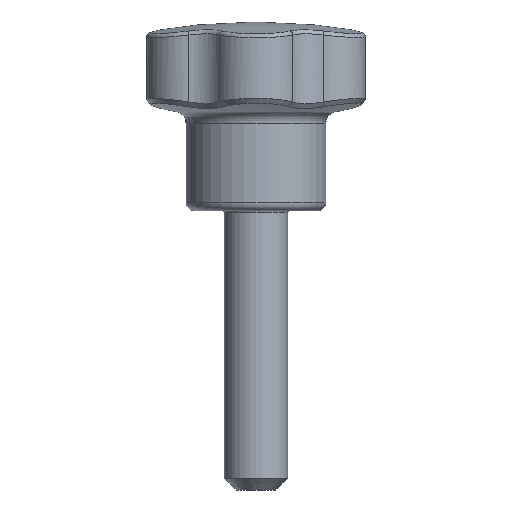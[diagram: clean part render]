
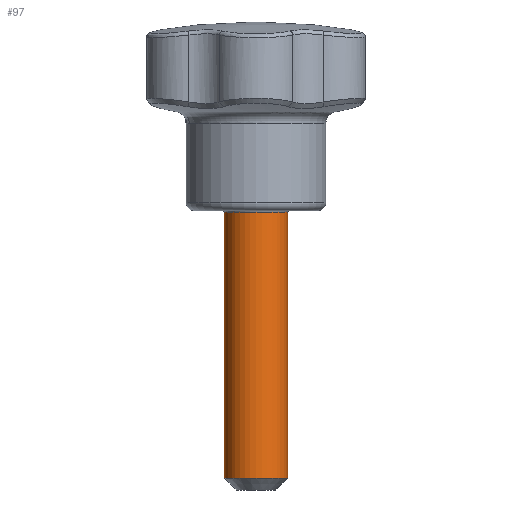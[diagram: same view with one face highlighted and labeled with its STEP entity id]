
A CAD part, front view. The second image highlights one B-rep face of the part: STEP entity #97.
In plain terms, the highlighted cylindrical face has radius 4 mm (diameter 8 mm), a full revolution.
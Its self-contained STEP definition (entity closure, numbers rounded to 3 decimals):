
#97 = ADVANCED_FACE( '', ( #227, #228 ), #229, .T. );
#227 = FACE_OUTER_BOUND( '', #577, .T. );
#228 = FACE_OUTER_BOUND( '', #578, .T. );
#229 = CYLINDRICAL_SURFACE( '', #579, 4. );
#577 = EDGE_LOOP( '', ( #3259 ) );
#578 = EDGE_LOOP( '', ( #3260 ) );
#579 = AXIS2_PLACEMENT_3D( '', #3261, #3262, #3263 );
#3259 = ORIENTED_EDGE( '', *, *, #3543, .T. );
#3260 = ORIENTED_EDGE( '', *, *, #3544, .T. );
#3261 = CARTESIAN_POINT( '', ( 0., 0., -92. ) );
#3262 = DIRECTION( '', ( 0., 0., -1. ) );
#3263 = DIRECTION( '', ( 1., 0., 0. ) );
#3543 = EDGE_CURVE( '', #3723, #3723, #3724, .F. );
#3544 = EDGE_CURVE( '', #3725, #3725, #3726, .T. );
#3723 = VERTEX_POINT( '', #4965 );
#3724 = CIRCLE( '', #4966, 4. );
#3725 = VERTEX_POINT( '', #4967 );
#3726 = CIRCLE( '', #4968, 4. );
#4965 = CARTESIAN_POINT( '', ( 4., 0., -0.2 ) );
#4966 = AXIS2_PLACEMENT_3D( '', #5864, #5865, #5866 );
#4967 = CARTESIAN_POINT( '', ( 4., 0., -33.5 ) );
#4968 = AXIS2_PLACEMENT_3D( '', #5867, #5868, #5869 );
#5864 = CARTESIAN_POINT( '', ( 0., 0., -0.2 ) );
#5865 = DIRECTION( '', ( 0., 0., 1. ) );
#5866 = DIRECTION( '', ( 1., 0., 0. ) );
#5867 = CARTESIAN_POINT( '', ( 0., 0., -33.5 ) );
#5868 = DIRECTION( '', ( 0., 0., 1. ) );
#5869 = DIRECTION( '', ( 1., 0., 0. ) );
